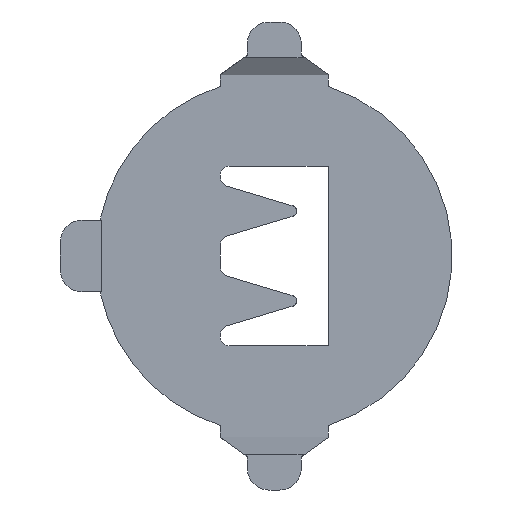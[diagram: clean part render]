
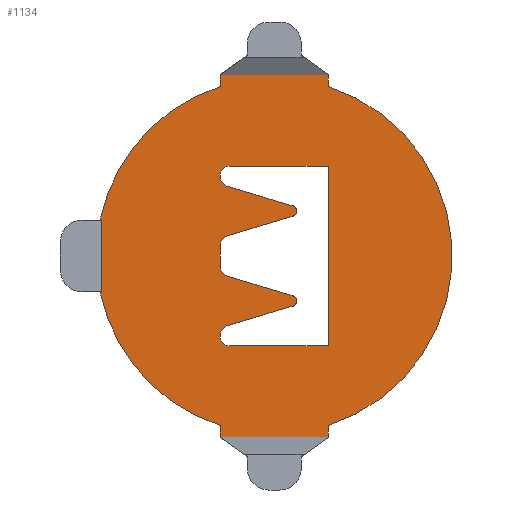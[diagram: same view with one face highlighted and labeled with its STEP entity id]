
A CAD part, front view. The second image highlights one B-rep face of the part: STEP entity #1134.
In plain terms, the highlighted planar face has unit normal (0, -1, 0).
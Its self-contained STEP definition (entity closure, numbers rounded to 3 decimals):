
#14=FACE_BOUND('',#129,.T.);
#22=PLANE('',#1226);
#70=FACE_OUTER_BOUND('',#128,.T.);
#128=EDGE_LOOP('',(#777,#778,#779,#780,#781,#782,#783,#784,#785,#786,#787,
#788));
#129=EDGE_LOOP('',(#789,#790,#791,#792,#793,#794,#795,#796,#797,#798,#799,
#800,#801,#802,#803,#804,#805,#806));
#179=LINE('',#1618,#305);
#182=LINE('',#1629,#308);
#188=LINE('',#1645,#314);
#191=LINE('',#1656,#317);
#197=LINE('',#1672,#323);
#200=LINE('',#1683,#326);
#203=LINE('',#1694,#329);
#204=LINE('',#1698,#330);
#205=LINE('',#1700,#331);
#206=LINE('',#1702,#332);
#207=LINE('',#1706,#333);
#208=LINE('',#1708,#334);
#209=LINE('',#1710,#335);
#210=LINE('',#1714,#336);
#211=LINE('',#1715,#337);
#212=LINE('',#1716,#338);
#213=LINE('',#1718,#339);
#214=LINE('',#1719,#340);
#215=LINE('',#1722,#341);
#305=VECTOR('',#1305,10.);
#308=VECTOR('',#1316,10.);
#314=VECTOR('',#1330,10.);
#317=VECTOR('',#1341,10.);
#323=VECTOR('',#1355,10.);
#326=VECTOR('',#1366,10.);
#329=VECTOR('',#1377,10.);
#330=VECTOR('',#1380,10.);
#331=VECTOR('',#1381,10.);
#332=VECTOR('',#1382,10.);
#333=VECTOR('',#1385,10.);
#334=VECTOR('',#1386,10.);
#335=VECTOR('',#1387,10.);
#336=VECTOR('',#1390,10.);
#337=VECTOR('',#1391,10.);
#338=VECTOR('',#1392,10.);
#339=VECTOR('',#1393,10.);
#340=VECTOR('',#1394,10.);
#341=VECTOR('',#1397,10.);
#428=CIRCLE('',#1201,0.5);
#430=CIRCLE('',#1205,0.5);
#432=CIRCLE('',#1209,0.5);
#434=CIRCLE('',#1213,0.5);
#436=CIRCLE('',#1217,0.5);
#438=CIRCLE('',#1221,0.5);
#439=CIRCLE('',#1224,0.3);
#441=CIRCLE('',#1227,9.9);
#442=CIRCLE('',#1228,9.9);
#443=CIRCLE('',#1229,9.9);
#444=CIRCLE('',#1230,0.3);
#463=VERTEX_POINT('',#1608);
#464=VERTEX_POINT('',#1610);
#466=VERTEX_POINT('',#1616);
#469=VERTEX_POINT('',#1623);
#470=VERTEX_POINT('',#1625);
#473=VERTEX_POINT('',#1635);
#474=VERTEX_POINT('',#1637);
#476=VERTEX_POINT('',#1643);
#479=VERTEX_POINT('',#1650);
#480=VERTEX_POINT('',#1652);
#483=VERTEX_POINT('',#1662);
#484=VERTEX_POINT('',#1664);
#486=VERTEX_POINT('',#1670);
#489=VERTEX_POINT('',#1677);
#490=VERTEX_POINT('',#1679);
#491=VERTEX_POINT('',#1686);
#493=VERTEX_POINT('',#1692);
#494=VERTEX_POINT('',#1693);
#495=VERTEX_POINT('',#1695);
#496=VERTEX_POINT('',#1697);
#497=VERTEX_POINT('',#1699);
#498=VERTEX_POINT('',#1701);
#499=VERTEX_POINT('',#1703);
#500=VERTEX_POINT('',#1705);
#501=VERTEX_POINT('',#1707);
#502=VERTEX_POINT('',#1709);
#503=VERTEX_POINT('',#1711);
#504=VERTEX_POINT('',#1713);
#505=VERTEX_POINT('',#1717);
#506=VERTEX_POINT('',#1720);
#567=EDGE_CURVE('',#463,#464,#428,.T.);
#571=EDGE_CURVE('',#463,#466,#179,.T.);
#574=EDGE_CURVE('',#469,#470,#430,.T.);
#576=EDGE_CURVE('',#469,#464,#182,.T.);
#580=EDGE_CURVE('',#473,#474,#432,.T.);
#584=EDGE_CURVE('',#473,#476,#188,.T.);
#587=EDGE_CURVE('',#479,#480,#434,.T.);
#589=EDGE_CURVE('',#479,#474,#191,.T.);
#593=EDGE_CURVE('',#483,#484,#436,.T.);
#597=EDGE_CURVE('',#483,#486,#197,.T.);
#600=EDGE_CURVE('',#489,#490,#438,.T.);
#602=EDGE_CURVE('',#489,#484,#200,.T.);
#604=EDGE_CURVE('',#491,#476,#439,.T.);
#607=EDGE_CURVE('',#493,#494,#203,.T.);
#608=EDGE_CURVE('',#494,#495,#441,.T.);
#609=EDGE_CURVE('',#495,#496,#204,.T.);
#610=EDGE_CURVE('',#496,#497,#205,.T.);
#611=EDGE_CURVE('',#497,#498,#206,.T.);
#612=EDGE_CURVE('',#498,#499,#442,.T.);
#613=EDGE_CURVE('',#499,#500,#207,.T.);
#614=EDGE_CURVE('',#501,#500,#208,.T.);
#615=EDGE_CURVE('',#501,#502,#209,.T.);
#616=EDGE_CURVE('',#502,#503,#443,.T.);
#617=EDGE_CURVE('',#503,#504,#210,.T.);
#618=EDGE_CURVE('',#504,#493,#211,.T.);
#619=EDGE_CURVE('',#491,#470,#212,.T.);
#620=EDGE_CURVE('',#466,#505,#213,.T.);
#621=EDGE_CURVE('',#505,#490,#214,.T.);
#622=EDGE_CURVE('',#506,#486,#444,.T.);
#623=EDGE_CURVE('',#506,#480,#215,.T.);
#777=ORIENTED_EDGE('',*,*,#607,.T.);
#778=ORIENTED_EDGE('',*,*,#608,.T.);
#779=ORIENTED_EDGE('',*,*,#609,.T.);
#780=ORIENTED_EDGE('',*,*,#610,.T.);
#781=ORIENTED_EDGE('',*,*,#611,.T.);
#782=ORIENTED_EDGE('',*,*,#612,.T.);
#783=ORIENTED_EDGE('',*,*,#613,.T.);
#784=ORIENTED_EDGE('',*,*,#614,.F.);
#785=ORIENTED_EDGE('',*,*,#615,.T.);
#786=ORIENTED_EDGE('',*,*,#616,.T.);
#787=ORIENTED_EDGE('',*,*,#617,.T.);
#788=ORIENTED_EDGE('',*,*,#618,.T.);
#789=ORIENTED_EDGE('',*,*,#604,.F.);
#790=ORIENTED_EDGE('',*,*,#619,.T.);
#791=ORIENTED_EDGE('',*,*,#574,.F.);
#792=ORIENTED_EDGE('',*,*,#576,.T.);
#793=ORIENTED_EDGE('',*,*,#567,.F.);
#794=ORIENTED_EDGE('',*,*,#571,.T.);
#795=ORIENTED_EDGE('',*,*,#620,.T.);
#796=ORIENTED_EDGE('',*,*,#621,.T.);
#797=ORIENTED_EDGE('',*,*,#600,.F.);
#798=ORIENTED_EDGE('',*,*,#602,.T.);
#799=ORIENTED_EDGE('',*,*,#593,.F.);
#800=ORIENTED_EDGE('',*,*,#597,.T.);
#801=ORIENTED_EDGE('',*,*,#622,.F.);
#802=ORIENTED_EDGE('',*,*,#623,.T.);
#803=ORIENTED_EDGE('',*,*,#587,.F.);
#804=ORIENTED_EDGE('',*,*,#589,.T.);
#805=ORIENTED_EDGE('',*,*,#580,.F.);
#806=ORIENTED_EDGE('',*,*,#584,.T.);
#1134=ADVANCED_FACE('',(#70,#14),#22,.T.);
#1201=AXIS2_PLACEMENT_3D('',#1611,#1298,#1299);
#1205=AXIS2_PLACEMENT_3D('',#1626,#1311,#1312);
#1209=AXIS2_PLACEMENT_3D('',#1638,#1323,#1324);
#1213=AXIS2_PLACEMENT_3D('',#1653,#1336,#1337);
#1217=AXIS2_PLACEMENT_3D('',#1665,#1348,#1349);
#1221=AXIS2_PLACEMENT_3D('',#1680,#1361,#1362);
#1224=AXIS2_PLACEMENT_3D('',#1687,#1370,#1371);
#1226=AXIS2_PLACEMENT_3D('',#1691,#1375,#1376);
#1227=AXIS2_PLACEMENT_3D('',#1696,#1378,#1379);
#1228=AXIS2_PLACEMENT_3D('',#1704,#1383,#1384);
#1229=AXIS2_PLACEMENT_3D('',#1712,#1388,#1389);
#1230=AXIS2_PLACEMENT_3D('',#1721,#1395,#1396);
#1298=DIRECTION('center_axis',(0.,-1.,0.));
#1299=DIRECTION('ref_axis',(-0.707,0.,0.707));
#1305=DIRECTION('',(1.,0.,0.));
#1311=DIRECTION('center_axis',(0.,-1.,0.));
#1312=DIRECTION('ref_axis',(-0.802,0.,-0.597));
#1316=DIRECTION('',(0.,0.,1.));
#1323=DIRECTION('center_axis',(0.,-1.,0.));
#1324=DIRECTION('ref_axis',(-0.802,0.,0.597));
#1330=DIRECTION('',(0.958,0.,0.287));
#1336=DIRECTION('center_axis',(0.,-1.,0.));
#1337=DIRECTION('ref_axis',(-0.802,0.,-0.597));
#1341=DIRECTION('',(0.,0.,1.));
#1348=DIRECTION('center_axis',(0.,-1.,0.));
#1349=DIRECTION('ref_axis',(-0.802,0.,0.597));
#1355=DIRECTION('',(0.958,0.,0.287));
#1361=DIRECTION('center_axis',(0.,-1.,0.));
#1362=DIRECTION('ref_axis',(-0.707,0.,-0.707));
#1366=DIRECTION('',(0.,0.,1.));
#1370=DIRECTION('center_axis',(0.,1.,0.));
#1371=DIRECTION('ref_axis',(1.,0.,0.));
#1375=DIRECTION('center_axis',(0.,-1.,0.));
#1376=DIRECTION('ref_axis',(0.,0.,-1.));
#1377=DIRECTION('',(-1.,0.,0.));
#1378=DIRECTION('center_axis',(0.,-1.,0.));
#1379=DIRECTION('ref_axis',(-1.,0.,0.));
#1380=DIRECTION('',(0.,0.,-1.));
#1381=DIRECTION('',(1.,0.,0.));
#1382=DIRECTION('',(0.,0.,1.));
#1383=DIRECTION('center_axis',(0.,-1.,0.));
#1384=DIRECTION('ref_axis',(-1.,0.,0.));
#1385=DIRECTION('',(0.,0.,1.));
#1386=DIRECTION('',(1.,0.,0.));
#1387=DIRECTION('',(0.,0.,-1.));
#1388=DIRECTION('center_axis',(0.,-1.,0.));
#1389=DIRECTION('ref_axis',(-1.,0.,0.));
#1390=DIRECTION('',(1.,0.,0.));
#1391=DIRECTION('',(0.,0.,-1.));
#1392=DIRECTION('',(-0.958,0.,0.287));
#1393=DIRECTION('',(0.,0.,-1.));
#1394=DIRECTION('',(-1.,0.,0.));
#1395=DIRECTION('center_axis',(0.,1.,0.));
#1396=DIRECTION('ref_axis',(1.,0.,0.));
#1397=DIRECTION('',(-0.958,0.,0.287));
#1608=CARTESIAN_POINT('',(7.4,3.6,-8.025));
#1610=CARTESIAN_POINT('',(6.9,3.6,-8.525));
#1611=CARTESIAN_POINT('Origin',(7.4,3.6,-8.525));
#1616=CARTESIAN_POINT('',(12.9,3.6,-8.025));
#1618=CARTESIAN_POINT('',(6.45,3.6,-8.025));
#1623=CARTESIAN_POINT('',(6.9,3.6,-8.653));
#1625=CARTESIAN_POINT('',(7.256,3.6,-9.132));
#1626=CARTESIAN_POINT('Origin',(7.4,3.6,-8.653));
#1629=CARTESIAN_POINT('',(6.9,3.6,-5.478));
#1635=CARTESIAN_POINT('',(7.256,3.6,-11.918));
#1637=CARTESIAN_POINT('',(6.9,3.6,-12.397));
#1638=CARTESIAN_POINT('Origin',(7.4,3.6,-12.397));
#1643=CARTESIAN_POINT('',(10.942,3.6,-10.812));
#1645=CARTESIAN_POINT('',(7.486,3.6,-11.849));
#1650=CARTESIAN_POINT('',(6.9,3.6,-13.653));
#1652=CARTESIAN_POINT('',(7.256,3.6,-14.132));
#1653=CARTESIAN_POINT('Origin',(7.4,3.6,-13.653));
#1656=CARTESIAN_POINT('',(6.9,3.6,-7.478));
#1662=CARTESIAN_POINT('',(7.256,3.6,-16.918));
#1664=CARTESIAN_POINT('',(6.9,3.6,-17.397));
#1665=CARTESIAN_POINT('Origin',(7.4,3.6,-17.397));
#1670=CARTESIAN_POINT('',(10.942,3.6,-15.812));
#1672=CARTESIAN_POINT('',(8.175,3.6,-16.643));
#1677=CARTESIAN_POINT('',(6.9,3.6,-17.525));
#1679=CARTESIAN_POINT('',(7.4,3.6,-18.025));
#1680=CARTESIAN_POINT('Origin',(7.4,3.6,-17.525));
#1683=CARTESIAN_POINT('',(6.9,3.6,-9.978));
#1686=CARTESIAN_POINT('',(10.942,3.6,-10.238));
#1687=CARTESIAN_POINT('Origin',(10.856,3.6,-10.525));
#1691=CARTESIAN_POINT('Origin',(0.,3.6,-2.93));
#1692=CARTESIAN_POINT('',(0.3,3.6,-15.025));
#1693=CARTESIAN_POINT('',(0.204,3.6,-15.025));
#1694=CARTESIAN_POINT('',(0.,3.6,-15.025));
#1695=CARTESIAN_POINT('',(6.9,3.6,-22.46));
#1696=CARTESIAN_POINT('Origin',(9.9,3.6,-13.025));
#1697=CARTESIAN_POINT('',(6.9,3.6,-23.12));
#1698=CARTESIAN_POINT('',(6.9,3.6,-2.93));
#1699=CARTESIAN_POINT('',(12.9,3.6,-23.12));
#1700=CARTESIAN_POINT('',(0.,3.6,-23.12));
#1701=CARTESIAN_POINT('',(12.9,3.6,-22.46));
#1702=CARTESIAN_POINT('',(12.9,3.6,-13.025));
#1703=CARTESIAN_POINT('',(12.9,3.6,-3.59));
#1704=CARTESIAN_POINT('Origin',(9.9,3.6,-13.025));
#1705=CARTESIAN_POINT('',(12.9,3.6,-2.93));
#1706=CARTESIAN_POINT('',(12.9,3.6,-13.025));
#1707=CARTESIAN_POINT('',(6.9,3.6,-2.93));
#1708=CARTESIAN_POINT('',(0.,3.6,-2.93));
#1709=CARTESIAN_POINT('',(6.9,3.6,-3.59));
#1710=CARTESIAN_POINT('',(6.9,3.6,-2.93));
#1711=CARTESIAN_POINT('',(0.204,3.6,-11.025));
#1712=CARTESIAN_POINT('Origin',(9.9,3.6,-13.025));
#1713=CARTESIAN_POINT('',(0.3,3.6,-11.025));
#1714=CARTESIAN_POINT('',(0.15,3.6,-11.025));
#1715=CARTESIAN_POINT('',(0.3,3.6,-8.978));
#1716=CARTESIAN_POINT('',(2.896,3.6,-7.824));
#1717=CARTESIAN_POINT('',(12.9,3.6,-18.025));
#1718=CARTESIAN_POINT('',(12.9,3.6,-10.478));
#1719=CARTESIAN_POINT('',(3.45,3.6,-18.025));
#1720=CARTESIAN_POINT('',(10.942,3.6,-15.238));
#1721=CARTESIAN_POINT('Origin',(10.856,3.6,-15.525));
#1722=CARTESIAN_POINT('',(2.208,3.6,-12.617));
